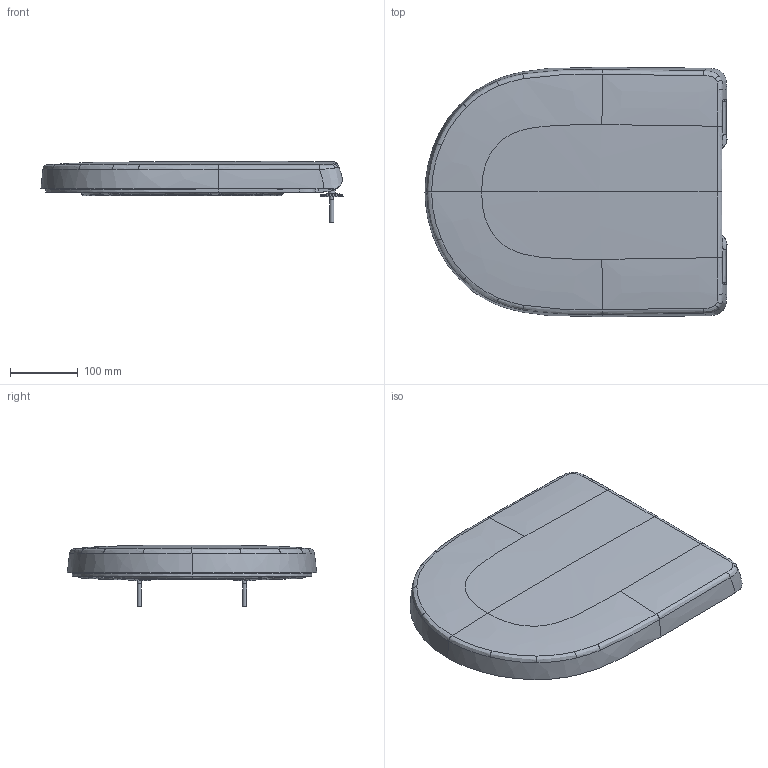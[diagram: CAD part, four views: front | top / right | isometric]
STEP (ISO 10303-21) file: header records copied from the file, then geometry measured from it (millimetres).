
FILE_DESCRIPTION(/* description */ (''),/* implementation_level */ '2;1');
FILE_NAME(/* name */ '9M38S1_WCS.stp',/* time_stamp */ '2021-10-26T11:32:32+02:00',/* author */ (''),/* organization */ (''),/* preprocessor_version */ 'ST-DEVELOPER v18.1',/* originating_system */ 'SIEMENS PLM Software NX 1973',/* authorisation */ '');
FILE_SCHEMA (('AUTOMOTIVE_DESIGN { 1 0 10303 214 3 1 1 1 }'));
Products named in the file (1): Muel53B0176Bkn4m
Bounding box: 445.5 x 367.99 x 91.29 mm (x, y, z)
Volume: 1422031.7 mm3; surface area: 591037 mm2
Topology: 10 solids, 10 shells, 642 faces, 1606 edges, 985 vertices
Faces by surface type: bspline 642
Entity records: 47100 total; most frequent: CARTESIAN_POINT 37137, ORIENTED_EDGE 3140, EDGE_CURVE 1570, B_SPLINE_CURVE_WITH_KNOTS 1474, VERTEX_POINT 980, EDGE_LOOP 682, ADVANCED_FACE 642, FACE_OUTER_BOUND 602
